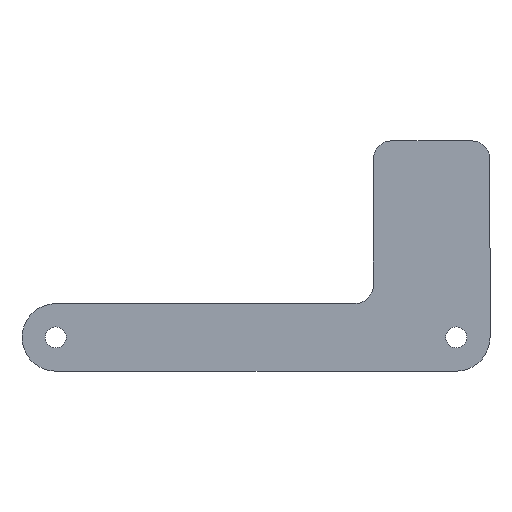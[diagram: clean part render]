
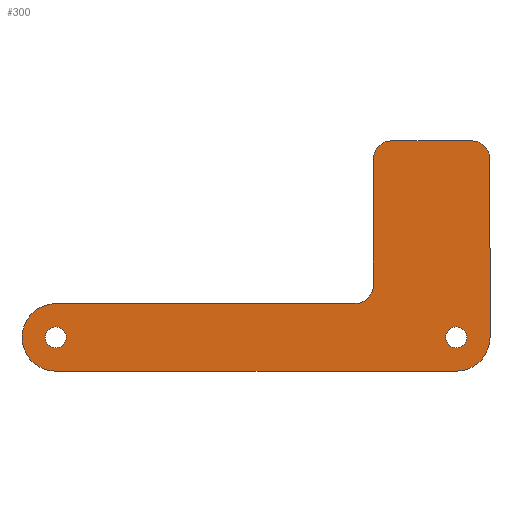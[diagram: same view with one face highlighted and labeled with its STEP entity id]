
A CAD part, front view. The second image highlights one B-rep face of the part: STEP entity #300.
In plain terms, the highlighted planar face has unit normal (0, -1, 0).
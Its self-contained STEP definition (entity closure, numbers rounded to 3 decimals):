
#15=FACE_BOUND('',#54,.T.);
#16=FACE_BOUND('',#55,.T.);
#25=PLANE('',#339);
#37=FACE_OUTER_BOUND('',#53,.T.);
#53=EDGE_LOOP('',(#243,#244,#245,#246,#247,#248,#249,#250,#251,#252,#253));
#54=EDGE_LOOP('',(#254));
#55=EDGE_LOOP('',(#255));
#68=LINE('',#464,#92);
#77=LINE('',#496,#101);
#78=LINE('',#498,#102);
#79=LINE('',#501,#103);
#82=LINE('',#507,#106);
#92=VECTOR('',#369,10.);
#101=VECTOR('',#400,10.);
#102=VECTOR('',#403,10.);
#103=VECTOR('',#406,10.);
#106=VECTOR('',#411,10.);
#112=CIRCLE('',#322,3.);
#119=CIRCLE('',#332,3.);
#120=CIRCLE('',#334,3.);
#121=CIRCLE('',#340,5.5);
#122=CIRCLE('',#341,5.5);
#123=CIRCLE('',#342,5.5);
#124=CIRCLE('',#343,1.7);
#125=CIRCLE('',#344,1.7);
#130=VERTEX_POINT('',#451);
#131=VERTEX_POINT('',#452);
#135=VERTEX_POINT('',#462);
#144=VERTEX_POINT('',#484);
#145=VERTEX_POINT('',#488);
#146=VERTEX_POINT('',#490);
#147=VERTEX_POINT('',#494);
#148=VERTEX_POINT('',#500);
#149=VERTEX_POINT('',#504);
#150=VERTEX_POINT('',#506);
#151=VERTEX_POINT('',#510);
#152=VERTEX_POINT('',#514);
#153=VERTEX_POINT('',#516);
#158=EDGE_CURVE('',#130,#131,#112,.T.);
#164=EDGE_CURVE('',#130,#135,#68,.T.);
#174=EDGE_CURVE('',#144,#135,#119,.T.);
#177=EDGE_CURVE('',#145,#146,#120,.T.);
#180=EDGE_CURVE('',#145,#147,#77,.T.);
#181=EDGE_CURVE('',#144,#146,#78,.T.);
#182=EDGE_CURVE('',#148,#131,#79,.T.);
#185=EDGE_CURVE('',#150,#149,#82,.T.);
#187=EDGE_CURVE('',#147,#151,#121,.T.);
#188=EDGE_CURVE('',#151,#150,#122,.T.);
#189=EDGE_CURVE('',#149,#148,#123,.T.);
#190=EDGE_CURVE('',#152,#152,#124,.T.);
#191=EDGE_CURVE('',#153,#153,#125,.T.);
#243=ORIENTED_EDGE('',*,*,#158,.F.);
#244=ORIENTED_EDGE('',*,*,#164,.T.);
#245=ORIENTED_EDGE('',*,*,#174,.F.);
#246=ORIENTED_EDGE('',*,*,#181,.T.);
#247=ORIENTED_EDGE('',*,*,#177,.F.);
#248=ORIENTED_EDGE('',*,*,#180,.T.);
#249=ORIENTED_EDGE('',*,*,#187,.T.);
#250=ORIENTED_EDGE('',*,*,#188,.T.);
#251=ORIENTED_EDGE('',*,*,#185,.T.);
#252=ORIENTED_EDGE('',*,*,#189,.T.);
#253=ORIENTED_EDGE('',*,*,#182,.T.);
#254=ORIENTED_EDGE('',*,*,#190,.T.);
#255=ORIENTED_EDGE('',*,*,#191,.T.);
#300=ADVANCED_FACE('',(#37,#15,#16),#25,.T.);
#322=AXIS2_PLACEMENT_3D('',#453,#359,#360);
#332=AXIS2_PLACEMENT_3D('',#485,#388,#389);
#334=AXIS2_PLACEMENT_3D('',#491,#394,#395);
#339=AXIS2_PLACEMENT_3D('',#509,#413,#414);
#340=AXIS2_PLACEMENT_3D('',#511,#415,#416);
#341=AXIS2_PLACEMENT_3D('',#512,#417,#418);
#342=AXIS2_PLACEMENT_3D('',#513,#419,#420);
#343=AXIS2_PLACEMENT_3D('',#515,#421,#422);
#344=AXIS2_PLACEMENT_3D('',#517,#423,#424);
#359=DIRECTION('center_axis',(0.,1.,0.));
#360=DIRECTION('ref_axis',(0.707,0.,0.707));
#369=DIRECTION('',(-1.,0.,0.));
#388=DIRECTION('center_axis',(0.,1.,0.));
#389=DIRECTION('ref_axis',(-0.707,0.,0.707));
#394=DIRECTION('center_axis',(0.,-1.,0.));
#395=DIRECTION('ref_axis',(0.707,0.,-0.707));
#400=DIRECTION('',(-1.,0.,0.));
#403=DIRECTION('',(0.,0.,-1.));
#406=DIRECTION('',(0.,0.,1.));
#411=DIRECTION('',(1.,0.,0.));
#413=DIRECTION('center_axis',(0.,-1.,0.));
#414=DIRECTION('ref_axis',(1.,0.,0.));
#415=DIRECTION('center_axis',(0.,-1.,0.));
#416=DIRECTION('ref_axis',(1.,0.,0.));
#417=DIRECTION('center_axis',(0.,-1.,0.));
#418=DIRECTION('ref_axis',(1.,0.,0.));
#419=DIRECTION('center_axis',(0.,-1.,0.));
#420=DIRECTION('ref_axis',(1.,0.,0.));
#421=DIRECTION('center_axis',(0.,1.,0.));
#422=DIRECTION('ref_axis',(1.,0.,0.));
#423=DIRECTION('center_axis',(0.,1.,0.));
#424=DIRECTION('ref_axis',(1.,0.,0.));
#451=CARTESIAN_POINT('',(-3.5,-33.2,-18.1));
#452=CARTESIAN_POINT('',(-0.5,-33.2,-21.1));
#453=CARTESIAN_POINT('Origin',(-3.5,-33.2,-21.1));
#462=CARTESIAN_POINT('',(-16.5,-33.2,-18.1));
#464=CARTESIAN_POINT('',(-0.5,-33.2,-18.1));
#484=CARTESIAN_POINT('',(-19.5,-33.2,-21.1));
#485=CARTESIAN_POINT('Origin',(-16.5,-33.2,-21.1));
#488=CARTESIAN_POINT('',(-22.5,-33.2,-44.6));
#490=CARTESIAN_POINT('',(-19.5,-33.2,-41.6));
#491=CARTESIAN_POINT('Origin',(-22.5,-33.2,-41.6));
#494=CARTESIAN_POINT('',(-71.2,-33.2,-44.6));
#496=CARTESIAN_POINT('',(-71.2,-33.2,-44.6));
#498=CARTESIAN_POINT('',(-19.5,-33.2,-18.1));
#500=CARTESIAN_POINT('',(-0.5,-33.2,-50.1));
#501=CARTESIAN_POINT('',(-0.5,-33.2,-50.1));
#504=CARTESIAN_POINT('',(-6.,-33.2,-55.6));
#506=CARTESIAN_POINT('',(-71.2,-33.2,-55.6));
#507=CARTESIAN_POINT('',(-71.2,-33.2,-55.6));
#509=CARTESIAN_POINT('Origin',(-38.6,-33.2,-36.85));
#510=CARTESIAN_POINT('',(-76.7,-33.2,-50.1));
#511=CARTESIAN_POINT('Origin',(-71.2,-33.2,-50.1));
#512=CARTESIAN_POINT('Origin',(-71.2,-33.2,-50.1));
#513=CARTESIAN_POINT('Origin',(-6.,-33.2,-50.1));
#514=CARTESIAN_POINT('',(-72.9,-33.2,-50.1));
#515=CARTESIAN_POINT('Origin',(-71.2,-33.2,-50.1));
#516=CARTESIAN_POINT('',(-7.7,-33.2,-50.1));
#517=CARTESIAN_POINT('Origin',(-6.,-33.2,-50.1));
